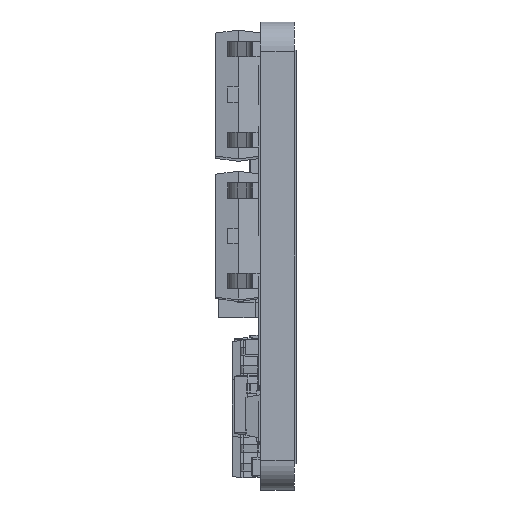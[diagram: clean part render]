
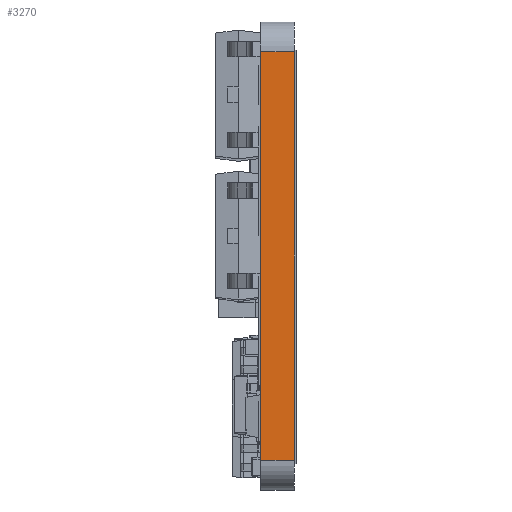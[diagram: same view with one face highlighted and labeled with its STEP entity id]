
A CAD part, left-side view. The second image highlights one B-rep face of the part: STEP entity #3270.
In plain terms, the highlighted planar face has unit normal (-1, 0, 0).
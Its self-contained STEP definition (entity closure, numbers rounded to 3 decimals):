
#49 = CARTESIAN_POINT ( 'NONE',  ( -23.7, 1.7, -10.375 ) ) ;
#874 = VECTOR ( 'NONE', #3722, 1000. ) ;
#2928 = CARTESIAN_POINT ( 'NONE',  ( -23.7, 1.7, 10.375 ) ) ;
#3270 = ADVANCED_FACE ( 'NONE', ( #33777 ), #3940, .F. ) ;
#3571 = EDGE_LOOP ( 'NONE', ( #6979, #19322, #8024, #6300 ) ) ;
#3722 = DIRECTION ( 'NONE',  ( 0., 0., 1. ) ) ;
#3940 = PLANE ( 'NONE',  #9038 ) ;
#6300 = ORIENTED_EDGE ( 'NONE', *, *, #30051, .T. ) ;
#6749 = EDGE_CURVE ( 'NONE', #18137, #20889, #9022, .T. ) ;
#6979 = ORIENTED_EDGE ( 'NONE', *, *, #6749, .T. ) ;
#7682 = CARTESIAN_POINT ( 'NONE',  ( -23.7, 1.7, 10.375 ) ) ;
#8024 = ORIENTED_EDGE ( 'NONE', *, *, #14400, .F. ) ;
#9022 = LINE ( 'NONE', #11293, #874 ) ;
#9038 = AXIS2_PLACEMENT_3D ( 'NONE', #20024, #22792, #11993 ) ;
#10927 = CARTESIAN_POINT ( 'NONE',  ( -23.7, 0., 10.375 ) ) ;
#11037 = LINE ( 'NONE', #19060, #31311 ) ;
#11293 = CARTESIAN_POINT ( 'NONE',  ( -23.7, 0., 10.375 ) ) ;
#11930 = CARTESIAN_POINT ( 'NONE',  ( -23.7, 0., -10.375 ) ) ;
#11993 = DIRECTION ( 'NONE',  ( 0., 0., -1. ) ) ;
#14277 = VERTEX_POINT ( 'NONE', #2928 ) ;
#14400 = EDGE_CURVE ( 'NONE', #17962, #14277, #28715, .T. ) ;
#16020 = VECTOR ( 'NONE', #25209, 1000. ) ;
#17094 = CARTESIAN_POINT ( 'NONE',  ( -23.7, 1.7, 10.375 ) ) ;
#17962 = VERTEX_POINT ( 'NONE', #49 ) ;
#18137 = VERTEX_POINT ( 'NONE', #11930 ) ;
#19060 = CARTESIAN_POINT ( 'NONE',  ( -23.7, 1.7, -10.375 ) ) ;
#19322 = ORIENTED_EDGE ( 'NONE', *, *, #22341, .F. ) ;
#20024 = CARTESIAN_POINT ( 'NONE',  ( -23.7, 1.7, 10.375 ) ) ;
#20889 = VERTEX_POINT ( 'NONE', #10927 ) ;
#21827 = VECTOR ( 'NONE', #23322, 1000. ) ;
#22341 = EDGE_CURVE ( 'NONE', #14277, #20889, #27323, .T. ) ;
#22792 = DIRECTION ( 'NONE',  ( 1., 0., 0. ) ) ;
#23322 = DIRECTION ( 'NONE',  ( 0., 0., 1. ) ) ;
#25209 = DIRECTION ( 'NONE',  ( 0., -1., 0. ) ) ;
#27010 = DIRECTION ( 'NONE',  ( 0., -1., 0. ) ) ;
#27323 = LINE ( 'NONE', #17094, #16020 ) ;
#28715 = LINE ( 'NONE', #7682, #21827 ) ;
#30051 = EDGE_CURVE ( 'NONE', #17962, #18137, #11037, .T. ) ;
#31311 = VECTOR ( 'NONE', #27010, 1000. ) ;
#33777 = FACE_OUTER_BOUND ( 'NONE', #3571, .T. ) ;
